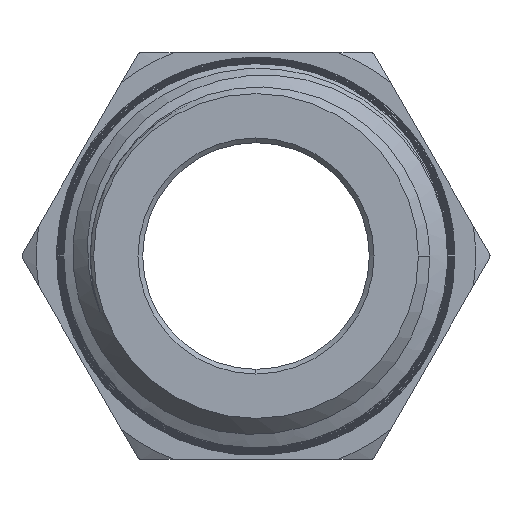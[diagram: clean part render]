
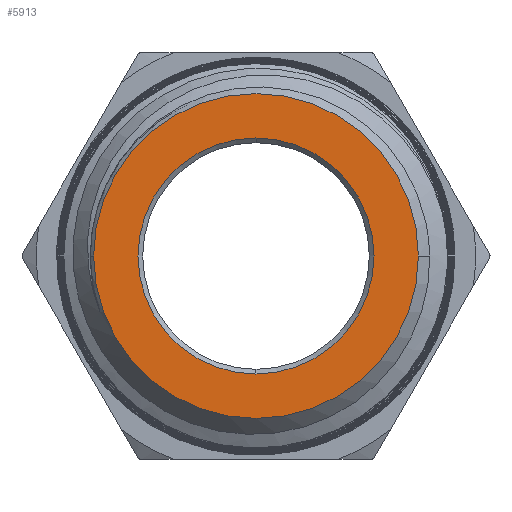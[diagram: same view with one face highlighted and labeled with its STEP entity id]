
A CAD part, left-side view. The second image highlights one B-rep face of the part: STEP entity #5913.
In plain terms, the highlighted planar face has unit normal (-1, 0, 0).
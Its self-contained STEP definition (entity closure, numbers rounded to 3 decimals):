
#1363=CARTESIAN_POINT('',(-18.15,0.,0.));
#1364=DIRECTION('',(-1.,0.,0.));
#1365=DIRECTION('',(0.,1.,0.));
#1366=AXIS2_PLACEMENT_3D('',#1363,#1364,#1365);
#1368=CARTESIAN_POINT('',(-18.15,0.,0.));
#1369=DIRECTION('',(-1.,0.,0.));
#1370=DIRECTION('',(0.,-1.,0.));
#1371=AXIS2_PLACEMENT_3D('',#1368,#1369,#1370);
#1373=CARTESIAN_POINT('',(-18.15,0.,0.));
#1374=DIRECTION('',(1.,0.,0.));
#1375=DIRECTION('',(0.,0.,-1.));
#1376=AXIS2_PLACEMENT_3D('',#1373,#1374,#1375);
#1378=CARTESIAN_POINT('',(-18.15,0.,0.));
#1379=DIRECTION('',(1.,0.,0.));
#1380=DIRECTION('',(0.,0.,1.));
#1381=AXIS2_PLACEMENT_3D('',#1378,#1379,#1380);
#4534=CARTESIAN_POINT('',(-18.15,0.,-5.05));
#4535=CARTESIAN_POINT('',(-18.15,0.,5.05));
#4536=VERTEX_POINT('',#4534);
#4537=VERTEX_POINT('',#4535);
#4542=CARTESIAN_POINT('',(-18.15,6.95,0.));
#4543=CARTESIAN_POINT('',(-18.15,-6.95,0.));
#4544=VERTEX_POINT('',#4542);
#4545=VERTEX_POINT('',#4543);
#5898=CARTESIAN_POINT('',(-18.15,0.,0.));
#5899=DIRECTION('',(-1.,0.,0.));
#5900=DIRECTION('',(0.,1.,0.));
#5901=AXIS2_PLACEMENT_3D('',#5898,#5899,#5900);
#5902=PLANE('',#5901);
#5903=ORIENTED_EDGE('',*,*,#5721,.F.);
#5904=ORIENTED_EDGE('',*,*,#5890,.F.);
#5905=EDGE_LOOP('',(#5903,#5904));
#5906=FACE_OUTER_BOUND('',#5905,.F.);
#5908=ORIENTED_EDGE('',*,*,#5907,.F.);
#5910=ORIENTED_EDGE('',*,*,#5909,.F.);
#5911=EDGE_LOOP('',(#5908,#5910));
#5912=FACE_BOUND('',#5911,.F.);
#1367=CIRCLE('',#1366,6.95);
#1372=CIRCLE('',#1371,6.95);
#1377=CIRCLE('',#1376,5.05);
#1382=CIRCLE('',#1381,5.05);
#5721=EDGE_CURVE('',#4544,#4545,#1367,.T.);
#5890=EDGE_CURVE('',#4545,#4544,#1372,.T.);
#5907=EDGE_CURVE('',#4536,#4537,#1377,.T.);
#5909=EDGE_CURVE('',#4537,#4536,#1382,.T.);
#5913=ADVANCED_FACE('',(#5906,#5912),#5902,.T.);
